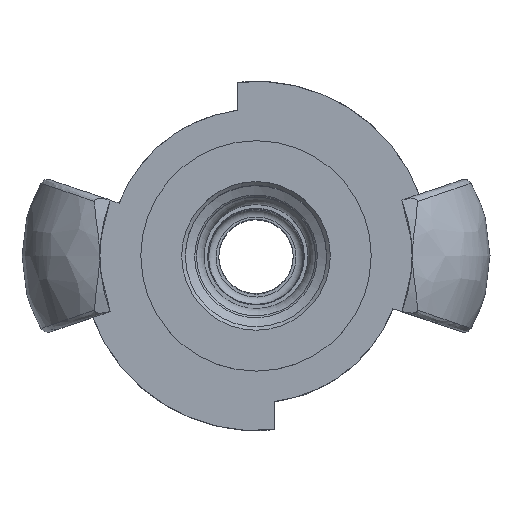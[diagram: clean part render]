
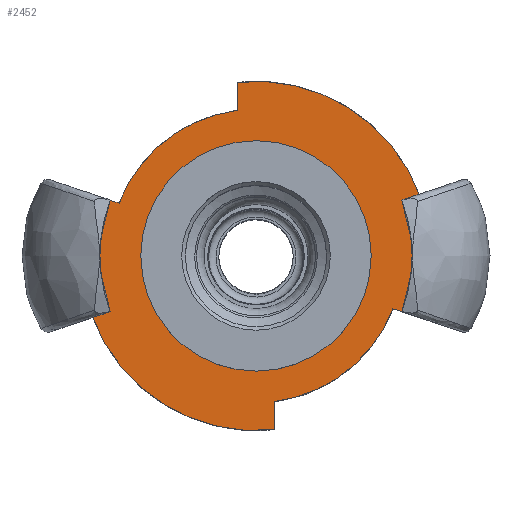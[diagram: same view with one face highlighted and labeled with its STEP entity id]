
A CAD part, top view. The second image highlights one B-rep face of the part: STEP entity #2452.
In plain terms, the highlighted planar face has unit normal (0, 0, 1).
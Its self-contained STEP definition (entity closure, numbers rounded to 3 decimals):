
#106=PLANE('',#2762);
#157=FACE_BOUND('',#417,.T.);
#267=FACE_OUTER_BOUND('',#416,.T.);
#416=EDGE_LOOP('',(#2017,#2018,#2019,#2020,#2021,#2022,#2023,#2024,#2025,
#2026,#2027,#2028));
#417=EDGE_LOOP('',(#2029));
#507=LINE('',#4137,#609);
#518=LINE('',#4318,#620);
#522=LINE('',#4344,#624);
#526=LINE('',#4370,#628);
#529=LINE('',#4387,#631);
#532=LINE('',#4610,#634);
#609=VECTOR('',#3360,10.);
#620=VECTOR('',#3401,10.);
#624=VECTOR('',#3409,10.);
#628=VECTOR('',#3425,10.);
#631=VECTOR('',#3430,10.);
#634=VECTOR('',#3437,10.);
#800=CIRCLE('',#2719,25.5);
#802=CIRCLE('',#2722,25.5);
#810=CIRCLE('',#2740,23.497);
#815=CIRCLE('',#2752,23.5);
#816=CIRCLE('',#2763,19.75);
#817=CIRCLE('',#2764,19.75);
#818=CIRCLE('',#2765,15.5);
#1009=VERTEX_POINT('',#4026);
#1010=VERTEX_POINT('',#4028);
#1013=VERTEX_POINT('',#4053);
#1014=VERTEX_POINT('',#4055);
#1021=VERTEX_POINT('',#4130);
#1024=VERTEX_POINT('',#4135);
#1040=VERTEX_POINT('',#4259);
#1041=VERTEX_POINT('',#4261);
#1045=VERTEX_POINT('',#4342);
#1048=VERTEX_POINT('',#4352);
#1053=VERTEX_POINT('',#4386);
#1065=VERTEX_POINT('',#4609);
#1072=VERTEX_POINT('',#5026);
#1309=EDGE_CURVE('',#1009,#1010,#800,.T.);
#1314=EDGE_CURVE('',#1013,#1014,#802,.T.);
#1329=EDGE_CURVE('',#1021,#1024,#507,.T.);
#1347=EDGE_CURVE('',#1041,#1040,#810,.T.);
#1355=EDGE_CURVE('',#1041,#1013,#518,.T.);
#1360=EDGE_CURVE('',#1040,#1045,#522,.T.);
#1364=EDGE_CURVE('',#1048,#1021,#815,.T.);
#1368=EDGE_CURVE('',#1048,#1009,#526,.T.);
#1372=EDGE_CURVE('',#1014,#1053,#529,.T.);
#1388=EDGE_CURVE('',#1010,#1065,#532,.T.);
#1405=EDGE_CURVE('',#1065,#1045,#816,.T.);
#1406=EDGE_CURVE('',#1053,#1024,#817,.T.);
#1407=EDGE_CURVE('',#1072,#1072,#818,.T.);
#2017=ORIENTED_EDGE('',*,*,#1372,.F.);
#2018=ORIENTED_EDGE('',*,*,#1314,.F.);
#2019=ORIENTED_EDGE('',*,*,#1355,.F.);
#2020=ORIENTED_EDGE('',*,*,#1347,.T.);
#2021=ORIENTED_EDGE('',*,*,#1360,.T.);
#2022=ORIENTED_EDGE('',*,*,#1405,.F.);
#2023=ORIENTED_EDGE('',*,*,#1388,.F.);
#2024=ORIENTED_EDGE('',*,*,#1309,.F.);
#2025=ORIENTED_EDGE('',*,*,#1368,.F.);
#2026=ORIENTED_EDGE('',*,*,#1364,.T.);
#2027=ORIENTED_EDGE('',*,*,#1329,.T.);
#2028=ORIENTED_EDGE('',*,*,#1406,.F.);
#2029=ORIENTED_EDGE('',*,*,#1407,.T.);
#2452=ADVANCED_FACE('',(#267,#157),#106,.F.);
#2719=AXIS2_PLACEMENT_3D('',#4029,#3326,#3327);
#2722=AXIS2_PLACEMENT_3D('',#4056,#3334,#3335);
#2740=AXIS2_PLACEMENT_3D('',#4262,#3387,#3388);
#2752=AXIS2_PLACEMENT_3D('',#4353,#3419,#3420);
#2762=AXIS2_PLACEMENT_3D('',#5023,#3449,#3450);
#2763=AXIS2_PLACEMENT_3D('',#5024,#3451,#3452);
#2764=AXIS2_PLACEMENT_3D('',#5025,#3453,#3454);
#2765=AXIS2_PLACEMENT_3D('',#5027,#3455,#3456);
#3326=DIRECTION('center_axis',(0.,0.,-1.));
#3327=DIRECTION('ref_axis',(0.,-1.,0.));
#3334=DIRECTION('center_axis',(0.,0.,-1.));
#3335=DIRECTION('ref_axis',(0.,-1.,0.));
#3360=DIRECTION('',(0.,1.,0.));
#3387=DIRECTION('center_axis',(0.,0.,1.));
#3388=DIRECTION('ref_axis',(0.936,0.353,0.));
#3401=DIRECTION('',(0.948,0.319,0.));
#3409=DIRECTION('',(0.,-1.,0.));
#3419=DIRECTION('center_axis',(0.,0.,1.));
#3420=DIRECTION('ref_axis',(-0.936,-0.353,0.));
#3425=DIRECTION('',(-0.948,-0.319,0.));
#3430=DIRECTION('',(-0.948,0.319,0.));
#3437=DIRECTION('',(0.948,-0.319,0.));
#3449=DIRECTION('center_axis',(0.,0.,-1.));
#3450=DIRECTION('ref_axis',(-1.,0.,0.));
#3451=DIRECTION('center_axis',(0.,0.,-1.));
#3452=DIRECTION('ref_axis',(-1.,0.,0.));
#3453=DIRECTION('center_axis',(0.,0.,-1.));
#3454=DIRECTION('ref_axis',(-1.,0.,0.));
#3455=DIRECTION('center_axis',(0.,0.,-1.));
#3456=DIRECTION('ref_axis',(0.,1.,0.));
#4026=CARTESIAN_POINT('',(-23.883,-8.937,1.162));
#4028=CARTESIAN_POINT('',(-23.883,8.937,1.162));
#4029=CARTESIAN_POINT('Origin',(0.,0.,1.162));
#4053=CARTESIAN_POINT('',(23.883,8.937,1.162));
#4055=CARTESIAN_POINT('',(23.883,-8.937,1.162));
#4056=CARTESIAN_POINT('Origin',(0.,0.,1.162));
#4130=CARTESIAN_POINT('',(2.5,-23.367,1.162));
#4135=CARTESIAN_POINT('',(2.5,-19.591,1.162));
#4137=CARTESIAN_POINT('',(2.5,0.,1.162));
#4259=CARTESIAN_POINT('',(-2.5,23.364,1.162));
#4261=CARTESIAN_POINT('',(21.984,8.298,1.162));
#4262=CARTESIAN_POINT('Origin',(0.,0.,1.162));
#4318=CARTESIAN_POINT('',(7.151,3.302,1.162));
#4342=CARTESIAN_POINT('',(-2.5,19.591,1.162));
#4344=CARTESIAN_POINT('',(-2.5,0.,1.162));
#4352=CARTESIAN_POINT('',(-21.986,-8.299,1.162));
#4353=CARTESIAN_POINT('Origin',(0.,0.,1.162));
#4370=CARTESIAN_POINT('',(-11.008,-4.601,1.162));
#4386=CARTESIAN_POINT('',(18.429,-7.101,1.162));
#4387=CARTESIAN_POINT('',(16.054,-6.301,1.162));
#4609=CARTESIAN_POINT('',(-18.429,7.101,1.162));
#4610=CARTESIAN_POINT('',(-12.197,5.002,1.162));
#5023=CARTESIAN_POINT('Origin',(0.,-12.75,1.162));
#5024=CARTESIAN_POINT('Origin',(0.,0.,1.162));
#5025=CARTESIAN_POINT('Origin',(0.,0.,1.162));
#5026=CARTESIAN_POINT('',(0.,-15.5,1.162));
#5027=CARTESIAN_POINT('Origin',(0.,0.,1.162));
